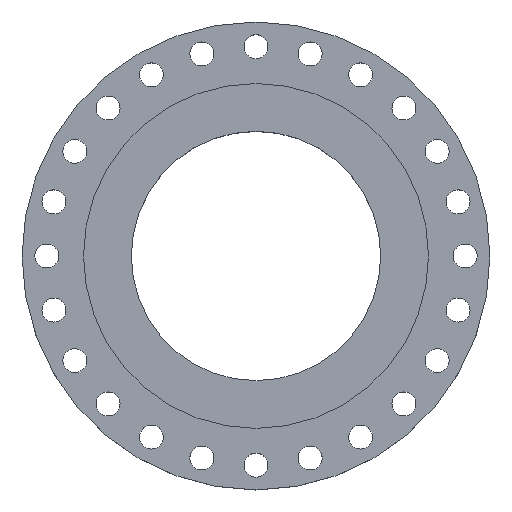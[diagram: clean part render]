
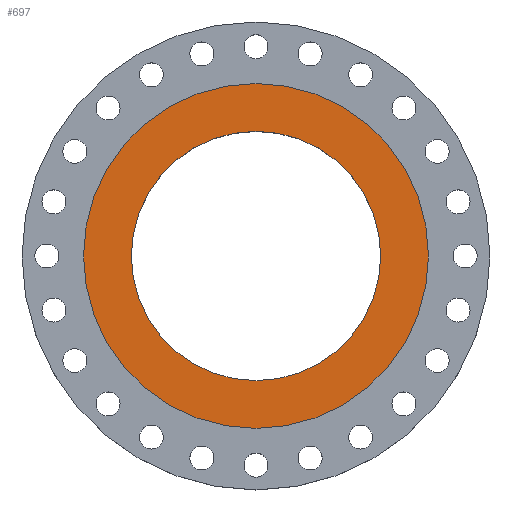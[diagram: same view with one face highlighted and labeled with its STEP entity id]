
A CAD part, top view. The second image highlights one B-rep face of the part: STEP entity #697.
In plain terms, the highlighted planar face has unit normal (0, 0, 1).
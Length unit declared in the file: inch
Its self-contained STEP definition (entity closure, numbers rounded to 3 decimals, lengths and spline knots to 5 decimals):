
#15 = AXIS2_PLACEMENT_3D ( 'NONE', #83, #1530, #2269 ) ;
#46 = DIRECTION ( 'NONE',  ( 0., 0., 1. ) ) ;
#70 = FACE_OUTER_BOUND ( 'NONE', #128, .T. ) ;
#83 = CARTESIAN_POINT ( 'NONE',  ( 0., 9.125, 0. ) ) ;
#95 = CIRCLE ( 'NONE', #244, 12.625 ) ;
#96 = DIRECTION ( 'NONE',  ( 1., 0., 0. ) ) ;
#100 = ORIENTED_EDGE ( 'NONE', *, *, #205, .T. ) ;
#128 = EDGE_LOOP ( 'NONE', ( #100, #1872 ) ) ;
#148 = CARTESIAN_POINT ( 'NONE',  ( 0., 0., 0. ) ) ;
#205 = EDGE_CURVE ( 'NONE', #325, #745, #95, .T. ) ;
#226 = CIRCLE ( 'NONE', #1608, 9.125 ) ;
#244 = AXIS2_PLACEMENT_3D ( 'NONE', #811, #46, #795 ) ;
#251 = AXIS2_PLACEMENT_3D ( 'NONE', #623, #1556, #1386 ) ;
#325 = VERTEX_POINT ( 'NONE', #1978 ) ;
#330 = CIRCLE ( 'NONE', #251, 9.125 ) ;
#335 = DIRECTION ( 'NONE',  ( 0., 0., 1. ) ) ;
#470 = DIRECTION ( 'NONE',  ( 1., 0., 0. ) ) ;
#607 = VERTEX_POINT ( 'NONE', #2021 ) ;
#623 = CARTESIAN_POINT ( 'NONE',  ( 0., 0., 0. ) ) ;
#697 = ADVANCED_FACE ( 'NONE', ( #1704, #70 ), #1913, .F. ) ;
#711 = EDGE_CURVE ( 'NONE', #1863, #607, #330, .T. ) ;
#745 = VERTEX_POINT ( 'NONE', #1297 ) ;
#775 = EDGE_CURVE ( 'NONE', #745, #325, #983, .T. ) ;
#795 = DIRECTION ( 'NONE',  ( 1., 0., 0. ) ) ;
#811 = CARTESIAN_POINT ( 'NONE',  ( 0., 0., 0. ) ) ;
#883 = EDGE_LOOP ( 'NONE', ( #1963, #1679 ) ) ;
#983 = CIRCLE ( 'NONE', #1823, 12.625 ) ;
#1297 = CARTESIAN_POINT ( 'NONE',  ( -12.625, 0., 0. ) ) ;
#1386 = DIRECTION ( 'NONE',  ( 1., 0., 0. ) ) ;
#1456 = CARTESIAN_POINT ( 'NONE',  ( 9.125, 0., 0. ) ) ;
#1530 = DIRECTION ( 'NONE',  ( 0., 0., -1. ) ) ;
#1556 = DIRECTION ( 'NONE',  ( 0., 0., 1. ) ) ;
#1608 = AXIS2_PLACEMENT_3D ( 'NONE', #1912, #1731, #96 ) ;
#1679 = ORIENTED_EDGE ( 'NONE', *, *, #2042, .F. ) ;
#1704 = FACE_BOUND ( 'NONE', #883, .T. ) ;
#1731 = DIRECTION ( 'NONE',  ( 0., 0., 1. ) ) ;
#1823 = AXIS2_PLACEMENT_3D ( 'NONE', #148, #335, #470 ) ;
#1863 = VERTEX_POINT ( 'NONE', #1456 ) ;
#1872 = ORIENTED_EDGE ( 'NONE', *, *, #775, .T. ) ;
#1912 = CARTESIAN_POINT ( 'NONE',  ( 0., 0., 0. ) ) ;
#1913 = PLANE ( 'NONE',  #15 ) ;
#1963 = ORIENTED_EDGE ( 'NONE', *, *, #711, .F. ) ;
#1978 = CARTESIAN_POINT ( 'NONE',  ( 12.625, 0., 0. ) ) ;
#2021 = CARTESIAN_POINT ( 'NONE',  ( -9.125, 0., 0. ) ) ;
#2042 = EDGE_CURVE ( 'NONE', #607, #1863, #226, .T. ) ;
#2269 = DIRECTION ( 'NONE',  ( -1., 0., 0. ) ) ;
